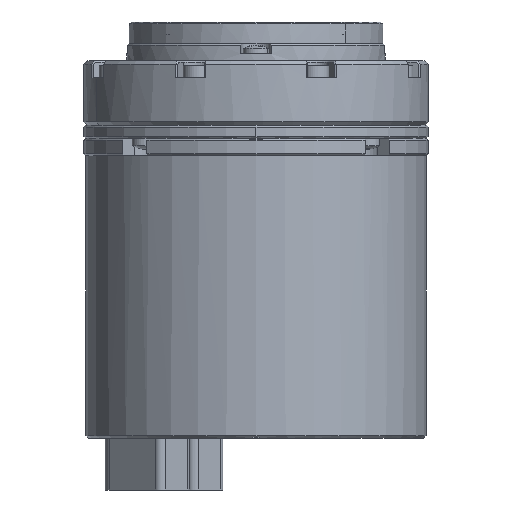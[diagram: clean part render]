
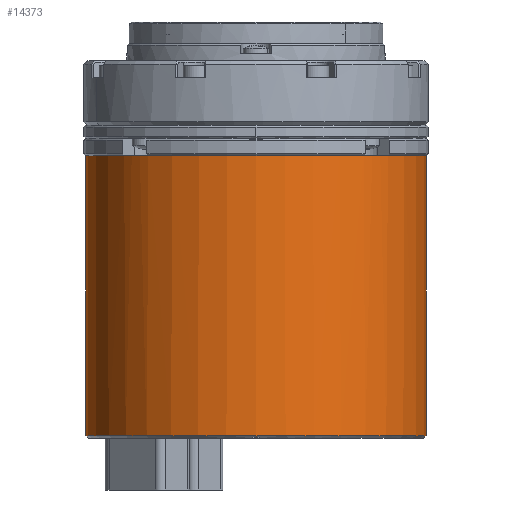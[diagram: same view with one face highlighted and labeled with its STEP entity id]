
A CAD part, left-side view. The second image highlights one B-rep face of the part: STEP entity #14373.
In plain terms, the highlighted cylindrical face has radius 19.75 mm (diameter 39.5 mm), a partial arc.
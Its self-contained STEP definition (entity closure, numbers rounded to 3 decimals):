
#1087=CARTESIAN_POINT('',(0.,0.,0.));
#1088=DIRECTION('',(0.,0.,1.));
#1089=DIRECTION('',(1.,0.,0.));
#1090=AXIS2_PLACEMENT_3D('',#1087,#1088,#1089);
#1097=CARTESIAN_POINT('',(0.,0.,0.));
#1098=DIRECTION('',(0.,0.,1.));
#1099=DIRECTION('',(0.632,0.775,0.));
#1100=AXIS2_PLACEMENT_3D('',#1097,#1098,#1099);
#1112=CARTESIAN_POINT('',(0.,0.,0.));
#1113=DIRECTION('',(0.,0.,1.));
#1114=DIRECTION('',(-0.775,0.632,0.));
#1115=AXIS2_PLACEMENT_3D('',#1112,#1113,#1114);
#1181=CARTESIAN_POINT('',(0.,0.,0.));
#1182=DIRECTION('',(0.,0.,-1.));
#1183=DIRECTION('',(-0.775,0.632,0.));
#1184=AXIS2_PLACEMENT_3D('',#1181,#1182,#1183);
#1199=CARTESIAN_POINT('',(0.,0.,0.));
#1200=DIRECTION('',(0.,0.,-1.));
#1201=DIRECTION('',(0.632,0.775,0.));
#1202=AXIS2_PLACEMENT_3D('',#1199,#1200,#1201);
#1222=DIRECTION('',(0.,0.,1.));
#1223=VECTOR('',#1222,32.5);
#1224=CARTESIAN_POINT('',(-19.75,0.,-32.5));
#1225=LINE('',#1224,#1223);
#1231=CARTESIAN_POINT('',(0.,0.,-32.5));
#1232=DIRECTION('',(0.,0.,1.));
#1233=DIRECTION('',(1.,0.,0.));
#1234=AXIS2_PLACEMENT_3D('',#1231,#1232,#1233);
#1248=DIRECTION('',(0.,0.,1.));
#1249=VECTOR('',#1248,32.5);
#1250=CARTESIAN_POINT('',(19.75,0.,-32.5));
#1251=LINE('',#1250,#1249);
#12396=CARTESIAN_POINT('',(-15.308,12.479,0.));
#12397=CARTESIAN_POINT('',(-12.479,15.308,0.));
#12398=VERTEX_POINT('',#12396);
#12399=VERTEX_POINT('',#12397);
#12400=CARTESIAN_POINT('',(12.479,15.308,0.));
#12401=CARTESIAN_POINT('',(15.308,12.479,0.));
#12402=VERTEX_POINT('',#12400);
#12403=VERTEX_POINT('',#12401);
#12416=CARTESIAN_POINT('',(-19.75,0.,0.));
#12417=VERTEX_POINT('',#12416);
#12418=CARTESIAN_POINT('',(19.75,0.,0.));
#12419=VERTEX_POINT('',#12418);
#12421=CARTESIAN_POINT('',(-19.75,0.,-32.5));
#12423=VERTEX_POINT('',#12421);
#12429=CARTESIAN_POINT('',(19.75,0.,-32.5));
#12430=VERTEX_POINT('',#12429);
#14358=CARTESIAN_POINT('',(0.,0.,-32.8));
#14359=DIRECTION('',(0.,0.,-1.));
#14360=DIRECTION('',(-1.,0.,0.));
#14361=AXIS2_PLACEMENT_3D('',#14358,#14359,#14360);
#14362=CYLINDRICAL_SURFACE('',#14361,19.75);
#14363=ORIENTED_EDGE('',*,*,#14335,.F.);
#14364=ORIENTED_EDGE('',*,*,#14323,.T.);
#14365=ORIENTED_EDGE('',*,*,#14112,.T.);
#14366=ORIENTED_EDGE('',*,*,#14291,.F.);
#14367=ORIENTED_EDGE('',*,*,#14131,.T.);
#14368=ORIENTED_EDGE('',*,*,#14269,.F.);
#14369=ORIENTED_EDGE('',*,*,#14161,.T.);
#14370=ORIENTED_EDGE('',*,*,#14316,.F.);
#14371=EDGE_LOOP('',(#14363,#14364,#14365,#14366,#14367,#14368,#14369,#14370));
#14372=FACE_OUTER_BOUND('',#14371,.F.);
#14373=ADVANCED_FACE('',(#14372),#14362,.T.);
#1091=CIRCLE('',#1090,19.75);
#1101=CIRCLE('',#1100,19.75);
#1116=CIRCLE('',#1115,19.75);
#1185=CIRCLE('',#1184,19.75);
#1203=CIRCLE('',#1202,19.75);
#1235=CIRCLE('',#1234,19.75);
#14112=EDGE_CURVE('',#12419,#12403,#1091,.T.);
#14131=EDGE_CURVE('',#12402,#12399,#1101,.T.);
#14161=EDGE_CURVE('',#12398,#12417,#1116,.T.);
#14269=EDGE_CURVE('',#12398,#12399,#1185,.T.);
#14291=EDGE_CURVE('',#12402,#12403,#1203,.T.);
#14316=EDGE_CURVE('',#12423,#12417,#1225,.T.);
#14323=EDGE_CURVE('',#12430,#12419,#1251,.T.);
#14335=EDGE_CURVE('',#12430,#12423,#1235,.T.);
